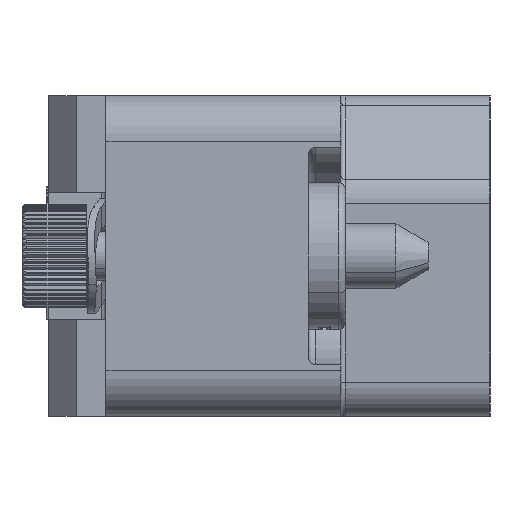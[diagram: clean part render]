
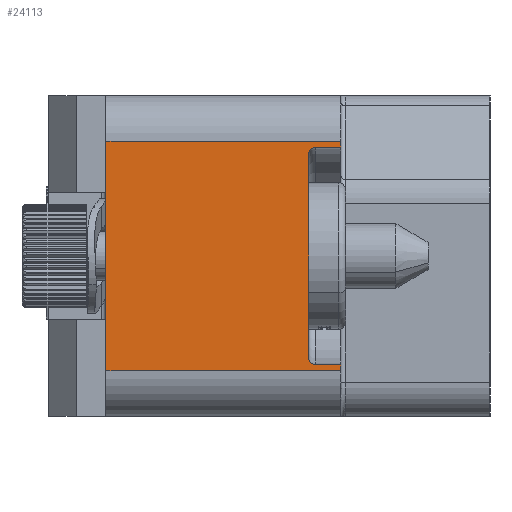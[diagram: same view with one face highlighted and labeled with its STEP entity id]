
A CAD part, left-side view. The second image highlights one B-rep face of the part: STEP entity #24113.
In plain terms, the highlighted planar face has unit normal (-1, 0, 0).
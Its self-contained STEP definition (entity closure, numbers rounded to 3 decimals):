
#421=CARTESIAN_POINT('',(-40.,1.1,-4.45));
#422=DIRECTION('',(1.,0.,0.));
#423=DIRECTION('',(0.,0.,-1.));
#424=AXIS2_PLACEMENT_3D('',#421,#422,#423);
#445=CARTESIAN_POINT('',(-40.,1.1,4.45));
#446=DIRECTION('',(1.,0.,0.));
#447=DIRECTION('',(0.,1.,0.));
#448=AXIS2_PLACEMENT_3D('',#445,#446,#447);
#454=DIRECTION('',(0.,0.,1.));
#455=VECTOR('',#454,8.9);
#456=CARTESIAN_POINT('',(-40.,1.4,-4.45));
#457=LINE('',#456,#455);
#458=DIRECTION('',(0.,1.,0.));
#459=VECTOR('',#458,1.1);
#460=CARTESIAN_POINT('',(-40.,0.,-4.75));
#461=LINE('',#460,#459);
#462=DIRECTION('',(0.,0.,-1.));
#463=VECTOR('',#462,0.25);
#464=CARTESIAN_POINT('',(-40.,0.,-4.75));
#465=LINE('',#464,#463);
#466=DIRECTION('',(0.,0.,-1.));
#467=VECTOR('',#466,0.25);
#468=CARTESIAN_POINT('',(-40.,0.,5.));
#469=LINE('',#468,#467);
#470=DIRECTION('',(0.,1.,0.));
#471=VECTOR('',#470,1.1);
#472=CARTESIAN_POINT('',(-40.,0.,4.75));
#473=LINE('',#472,#471);
#2136=DIRECTION('',(0.,0.,-1.));
#2137=VECTOR('',#2136,10.);
#2138=CARTESIAN_POINT('',(-40.,10.25,5.));
#2139=LINE('',#2138,#2137);
#2189=DIRECTION('',(0.,-1.,0.));
#2190=VECTOR('',#2189,10.25);
#2191=CARTESIAN_POINT('',(-40.,10.25,5.));
#2192=LINE('',#2191,#2190);
#2207=DIRECTION('',(0.,1.,0.));
#2208=VECTOR('',#2207,10.25);
#2209=CARTESIAN_POINT('',(-40.,0.,-5.));
#2210=LINE('',#2209,#2208);
#19173=CARTESIAN_POINT('',(-40.,0.,5.));
#19174=VERTEX_POINT('',#19173);
#19175=CARTESIAN_POINT('',(-40.,10.25,5.));
#19176=VERTEX_POINT('',#19175);
#19181=CARTESIAN_POINT('',(-40.,10.25,-5.));
#19182=VERTEX_POINT('',#19181);
#19183=CARTESIAN_POINT('',(-40.,0.,-5.));
#19184=VERTEX_POINT('',#19183);
#19193=CARTESIAN_POINT('',(-40.,0.,-4.75));
#19195=VERTEX_POINT('',#19193);
#19199=CARTESIAN_POINT('',(-40.,0.,4.75));
#19200=VERTEX_POINT('',#19199);
#19442=CARTESIAN_POINT('',(-40.,1.4,-4.45));
#19444=VERTEX_POINT('',#19442);
#19446=CARTESIAN_POINT('',(-40.,1.1,-4.75));
#19448=VERTEX_POINT('',#19446);
#19453=CARTESIAN_POINT('',(-40.,1.4,4.45));
#19454=VERTEX_POINT('',#19453);
#19455=CARTESIAN_POINT('',(-40.,1.1,4.75));
#19456=VERTEX_POINT('',#19455);
#24089=CARTESIAN_POINT('',(-40.,0.,7.));
#24090=DIRECTION('',(-1.,0.,0.));
#24091=DIRECTION('',(0.,1.,0.));
#24092=AXIS2_PLACEMENT_3D('',#24089,#24090,#24091);
#24093=PLANE('',#24092);
#24094=ORIENTED_EDGE('',*,*,#24032,.F.);
#24095=ORIENTED_EDGE('',*,*,#24056,.F.);
#24097=ORIENTED_EDGE('',*,*,#24096,.F.);
#24099=ORIENTED_EDGE('',*,*,#24098,.T.);
#24101=ORIENTED_EDGE('',*,*,#24100,.T.);
#24103=ORIENTED_EDGE('',*,*,#24102,.F.);
#24105=ORIENTED_EDGE('',*,*,#24104,.T.);
#24107=ORIENTED_EDGE('',*,*,#24106,.T.);
#24109=ORIENTED_EDGE('',*,*,#24108,.T.);
#24110=ORIENTED_EDGE('',*,*,#24081,.F.);
#24111=EDGE_LOOP('',(#24094,#24095,#24097,#24099,#24101,#24103,#24105,#24107,
#24109,#24110));
#24112=FACE_OUTER_BOUND('',#24111,.F.);
#24113=ADVANCED_FACE('',(#24112),#24093,.T.);
#425=CIRCLE('',#424,0.3);
#449=CIRCLE('',#448,0.3);
#24032=EDGE_CURVE('',#19444,#19454,#457,.T.);
#24056=EDGE_CURVE('',#19448,#19444,#425,.T.);
#24081=EDGE_CURVE('',#19454,#19456,#449,.T.);
#24096=EDGE_CURVE('',#19195,#19448,#461,.T.);
#24098=EDGE_CURVE('',#19195,#19184,#465,.T.);
#24100=EDGE_CURVE('',#19184,#19182,#2210,.T.);
#24102=EDGE_CURVE('',#19176,#19182,#2139,.T.);
#24104=EDGE_CURVE('',#19176,#19174,#2192,.T.);
#24106=EDGE_CURVE('',#19174,#19200,#469,.T.);
#24108=EDGE_CURVE('',#19200,#19456,#473,.T.);
